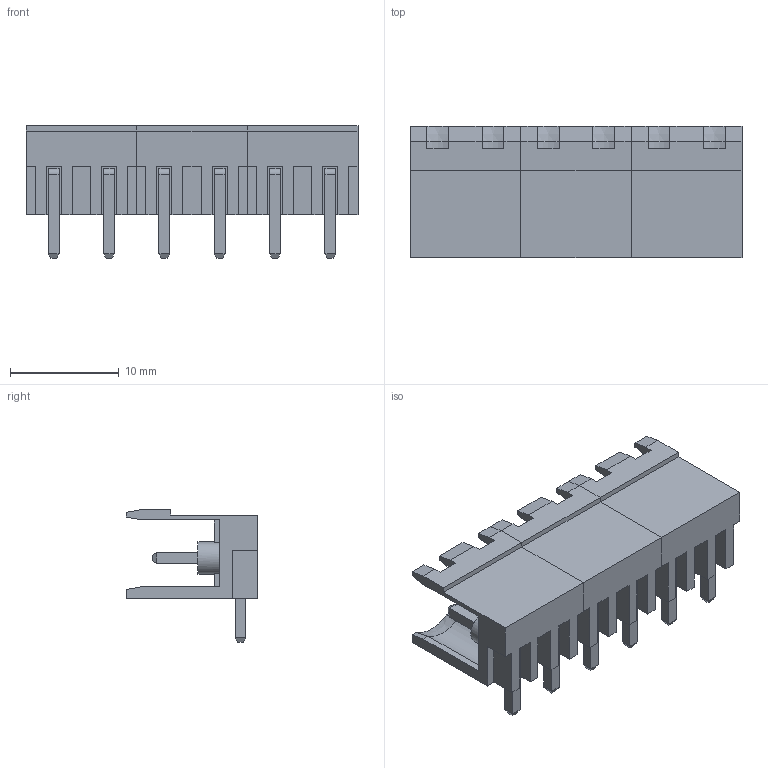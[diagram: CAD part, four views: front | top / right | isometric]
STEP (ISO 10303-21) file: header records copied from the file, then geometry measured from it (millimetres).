
FILE_DESCRIPTION (( 'STEP AP214' ), '1' );
FILE_NAME ('2EDGR-5.08-06P.STEP', '2018-05-31T19:16:13', ( '' ), ( '' ), 'SwSTEP 2.0', 'SolidWorks 2016', '' );
FILE_SCHEMA (( 'AUTOMOTIVE_DESIGN' ));
Length unit declared in the file: millimetre
Products named in the file (2): User Library-2EDGR-5_08-02P; 2EDGR-5.08-06P
Assembly tree (3 placements, depth 2):
  2EDGR-5.08-06P
    User Library-2EDGR-5_08-02P  x3
Bounding box: 30.48 x 12.1 x 12.2 mm (x, y, z)
Volume: 1155.9 mm3; surface area: 2578.1 mm2
Topology: 3 solids, 3 shells, 345 faces, 921 edges, 594 vertices
Faces by surface type: plane 315, cylinder 24, cone 6
Entity records: 4059 total; most frequent: CARTESIAN_POINT 638, ORIENTED_EDGE 614, DIRECTION 575, EDGE_CURVE 307, LINE 273, VECTOR 273, VERTEX_POINT 198, AXIS2_PLACEMENT_3D 151
